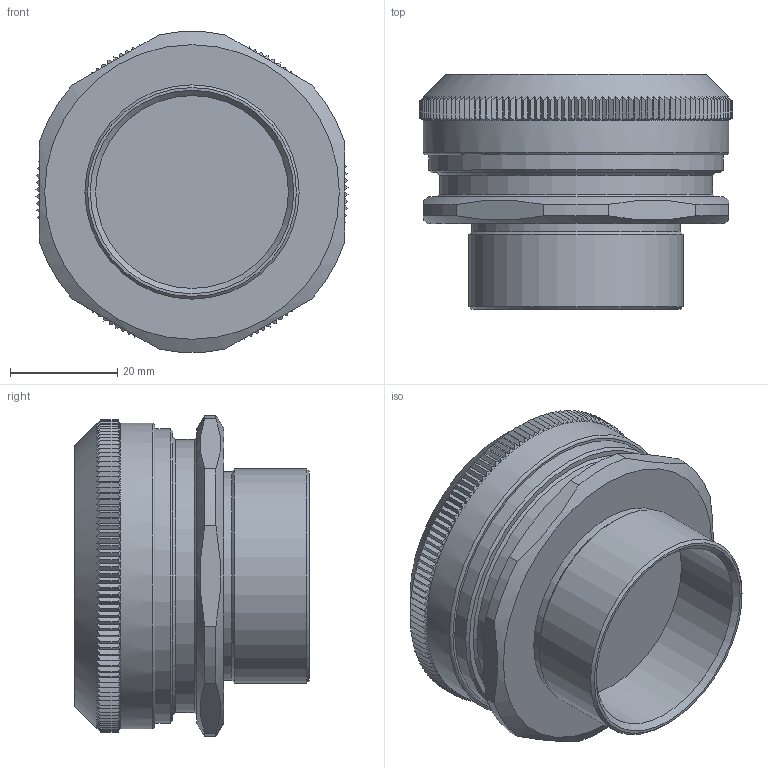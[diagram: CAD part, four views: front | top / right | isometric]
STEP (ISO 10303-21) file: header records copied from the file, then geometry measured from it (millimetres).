
FILE_DESCRIPTION(/* description */ ('','CAx-IF Rec.Pracs.---Representation and Presentation of Product Manufacturing Information (PMI)---4.0---2014-10-13'),/* implementation_level */ '2;1');
FILE_NAME(/* name */ 'ЗЭТАРУС МВН-М40-МР38.stp',/* time_stamp */ '2022-06-23T10:13:20+07:00',/* author */ ('zeta-09'),/* organization */ (''),/* preprocessor_version */ 'ST-DEVELOPER v18.1',/* originating_system */ 'Autodesk Inventor 2021',/* authorisation */ '');
FILE_SCHEMA (('AP242_MANAGED_MODEL_BASED_3D_ENGINEERING_MIM_LF { 1 0 10303 442 1 1 4 }'));
Length unit declared in the file: millimetre
Products named in the file (1): Деталь17
Bounding box: 58.32 x 43.84 x 59.86 mm (x, y, z)
Volume: 70445.6 mm3; surface area: 17506.2 mm2
Topology: 1 solids, 3 shells, 459 faces, 1064 edges, 615 vertices
Faces by surface type: plane 296, cone 149, cylinder 13, torus 1
Full cylindrical faces by diameter (mm): 36 x1, 39 x1, 40 x1, 46.8 x1, 51 x1, 55 x1, 57 x1
Entity records: 12581 total; most frequent: CARTESIAN_POINT 3304, ORIENTED_EDGE 2126, DIRECTION 1618, EDGE_CURVE 1064, AXIS2_PLACEMENT_3D 655, VERTEX_POINT 615, EDGE_LOOP 465, STYLED_ITEM 459
